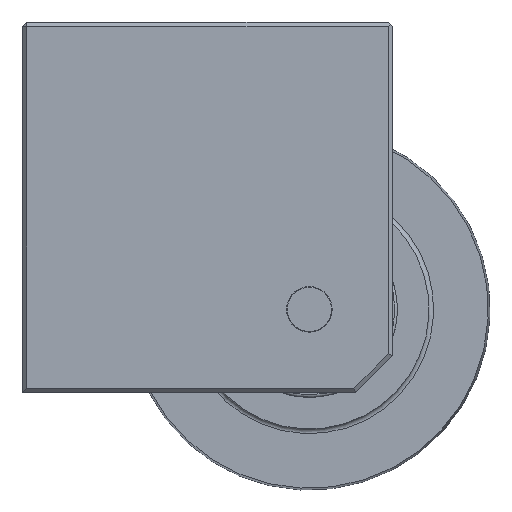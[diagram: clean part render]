
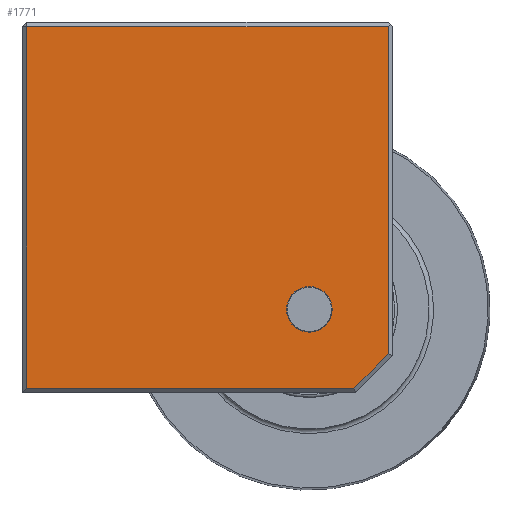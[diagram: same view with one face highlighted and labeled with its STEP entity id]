
A CAD part, left-side view. The second image highlights one B-rep face of the part: STEP entity #1771.
In plain terms, the highlighted face is planar.
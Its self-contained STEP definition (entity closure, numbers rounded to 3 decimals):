
#177=FACE_BOUND('',#486,.T.);
#253=CIRCLE('',#1916,2.459);
#358=FACE_OUTER_BOUND('',#485,.T.);
#485=EDGE_LOOP('',(#1468,#1469,#1470,#1471,#1472));
#486=EDGE_LOOP('',(#1473));
#658=LINE('',#2718,#788);
#660=LINE('',#2722,#790);
#662=LINE('',#2726,#792);
#675=LINE('',#2750,#805);
#727=LINE('',#2870,#857);
#788=VECTOR('',#2156,5.243);
#790=VECTOR('',#2160,35.293);
#792=VECTOR('',#2164,39.);
#805=VECTOR('',#2185,35.293);
#857=VECTOR('',#2303,39.);
#911=VERTEX_POINT('',#2715);
#912=VERTEX_POINT('',#2717);
#913=VERTEX_POINT('',#2721);
#914=VERTEX_POINT('',#2725);
#921=VERTEX_POINT('',#2748);
#957=VERTEX_POINT('',#2873);
#1078=EDGE_CURVE('',#911,#912,#658,.T.);
#1080=EDGE_CURVE('',#912,#913,#660,.T.);
#1082=EDGE_CURVE('',#913,#914,#662,.T.);
#1095=EDGE_CURVE('',#921,#911,#675,.T.);
#1155=EDGE_CURVE('',#914,#921,#727,.T.);
#1156=EDGE_CURVE('',#957,#957,#253,.T.);
#1468=ORIENTED_EDGE('',*,*,#1078,.F.);
#1469=ORIENTED_EDGE('',*,*,#1095,.F.);
#1470=ORIENTED_EDGE('',*,*,#1155,.F.);
#1471=ORIENTED_EDGE('',*,*,#1082,.F.);
#1472=ORIENTED_EDGE('',*,*,#1080,.F.);
#1473=ORIENTED_EDGE('',*,*,#1156,.T.);
#1693=PLANE('',#1915);
#1771=ADVANCED_FACE('',(#358,#177),#1693,.T.);
#1915=AXIS2_PLACEMENT_3D('',#2872,#2306,#2307);
#1916=AXIS2_PLACEMENT_3D('',#2874,#2308,#2309);
#2156=DIRECTION('',(0.,0.707,0.707));
#2160=DIRECTION('',(0.,1.,0.));
#2164=DIRECTION('',(0.,0.,-1.));
#2185=DIRECTION('',(0.,0.,1.));
#2303=DIRECTION('',(0.,-1.,0.));
#2306=DIRECTION('center_axis',(1.,0.,0.));
#2307=DIRECTION('ref_axis',(0.,0.,-1.));
#2308=DIRECTION('center_axis',(-1.,0.,0.));
#2309=DIRECTION('ref_axis',(0.,1.,0.));
#2715=CARTESIAN_POINT('',(20.,-19.5,35.793));
#2717=CARTESIAN_POINT('',(20.,-15.793,39.5));
#2718=CARTESIAN_POINT('',(20.,-17.646,37.646));
#2721=CARTESIAN_POINT('',(20.,19.5,39.5));
#2722=CARTESIAN_POINT('',(20.,10.,39.5));
#2725=CARTESIAN_POINT('',(20.,19.5,0.5));
#2726=CARTESIAN_POINT('',(20.,19.5,0.));
#2748=CARTESIAN_POINT('',(20.,-19.5,0.5));
#2750=CARTESIAN_POINT('',(20.,-19.5,0.));
#2870=CARTESIAN_POINT('',(20.,10.,0.5));
#2872=CARTESIAN_POINT('Origin',(20.,20.,0.));
#2873=CARTESIAN_POINT('',(20.,-8.542,31.));
#2874=CARTESIAN_POINT('Origin',(20.,-11.,31.));
